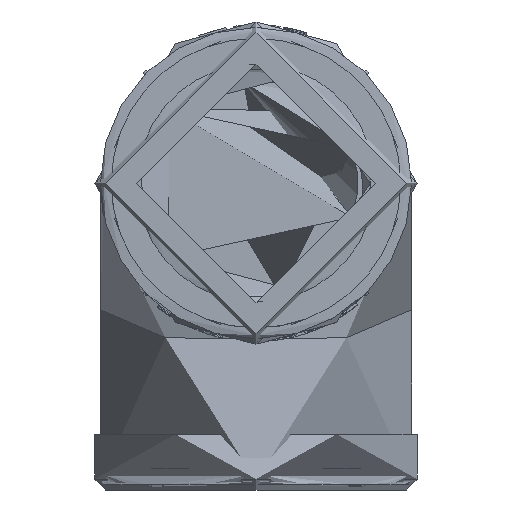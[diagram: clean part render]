
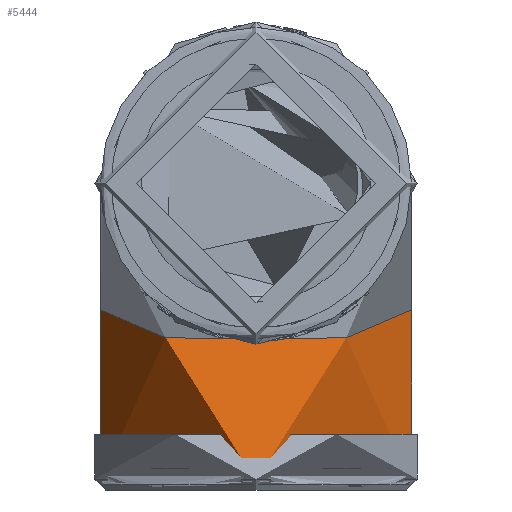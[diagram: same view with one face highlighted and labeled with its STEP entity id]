
A CAD part, front view. The second image highlights one B-rep face of the part: STEP entity #5444.
In plain terms, the highlighted cylindrical face has radius 14.25 mm (diameter 28.5 mm), a full revolution.
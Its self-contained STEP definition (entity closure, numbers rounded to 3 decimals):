
#1772=FACE_BOUND('',#9544,.T.);
#1773=FACE_BOUND('',#9545,.T.);
#1892=CYLINDRICAL_SURFACE('',#36508,14.25);
#5320=B_SPLINE_CURVE_WITH_KNOTS('',3,(#58039,#58040,#58041,#58042,#58043,
#58044),.UNSPECIFIED.,.F.,.F.,(4,2,4),(0.,0.5,1.),.UNSPECIFIED.);
#5321=B_SPLINE_CURVE_WITH_KNOTS('',3,(#58046,#58047,#58048,#58049,#58050,
#58051,#58052,#58053,#58054,#58055,#58056,#58057,#58058,#58059,#58060,#58061,
#58062,#58063,#58064,#58065,#58066,#58067,#58068,#58069,#58070,#58071,#58072,
#58073,#58074,#58075,#58076,#58077,#58078,#58079,#58080,#58081),
 .UNSPECIFIED.,.F.,.F.,(4,2,2,2,2,2,2,2,2,2,2,2,2,2,2,2,2,4),(0.,0.25,0.281,
0.297,0.313,0.375,0.437,0.5,0.562,
0.57,0.578,0.594,0.625,
0.75,0.781,0.812,0.875,
1.),.UNSPECIFIED.);
#5322=B_SPLINE_CURVE_WITH_KNOTS('',3,(#58083,#58084,#58085,#58086,#58087,
#58088),.UNSPECIFIED.,.F.,.F.,(4,2,4),(0.,0.5,1.),.UNSPECIFIED.);
#5444=ADVANCED_FACE('',(#1772,#1773),#1892,.T.);
#9544=EDGE_LOOP('',(#12062));
#9545=EDGE_LOOP('',(#12063,#12064,#12065,#12066));
#11643=CIRCLE('',#36504,14.25);
#11644=CIRCLE('',#36506,14.25);
#12062=ORIENTED_EDGE('',*,*,#26995,.T.);
#12063=ORIENTED_EDGE('',*,*,#27004,.F.);
#12064=ORIENTED_EDGE('',*,*,#27003,.F.);
#12065=ORIENTED_EDGE('',*,*,#26996,.F.);
#12066=ORIENTED_EDGE('',*,*,#27005,.F.);
#23223=VERTEX_POINT('',#57756);
#23224=VERTEX_POINT('',#57759);
#23225=VERTEX_POINT('',#57760);
#23230=VERTEX_POINT('',#58045);
#23231=VERTEX_POINT('',#58082);
#26995=EDGE_CURVE('',#23223,#23223,#11643,.T.);
#26996=EDGE_CURVE('',#23224,#23225,#11644,.T.);
#27003=EDGE_CURVE('',#23225,#23230,#5320,.T.);
#27004=EDGE_CURVE('',#23230,#23231,#5321,.T.);
#27005=EDGE_CURVE('',#23231,#23224,#5322,.T.);
#36504=AXIS2_PLACEMENT_3D('',#57755,#40500,#40501);
#36506=AXIS2_PLACEMENT_3D('',#57758,#40504,#40505);
#36508=AXIS2_PLACEMENT_3D('',#61884,#40508,#40509);
#40500=DIRECTION('',(0.,0.,1.));
#40501=DIRECTION('',(-1.,0.,0.));
#40504=DIRECTION('',(0.,0.,1.));
#40505=DIRECTION('',(1.,0.,0.));
#40508=DIRECTION('',(0.,0.,1.));
#40509=DIRECTION('',(-1.,0.,0.));
#57755=CARTESIAN_POINT('',(0.,0.,
-13.951));
#57756=CARTESIAN_POINT('',(-14.25,0.,-13.951));
#57758=CARTESIAN_POINT('',(0.,0.,
1.75));
#57759=CARTESIAN_POINT('',(14.25,0.,1.75));
#57760=CARTESIAN_POINT('',(-14.25,0.,1.75));
#58039=CARTESIAN_POINT('',(-14.25,0.,1.75));
#58040=CARTESIAN_POINT('',(-14.25,-2.245,1.254));
#58041=CARTESIAN_POINT('',(-13.711,-4.49,0.758));
#58042=CARTESIAN_POINT('',(-11.653,-8.506,-0.13));
#58043=CARTESIAN_POINT('',(-10.133,-10.275,-0.521));
#58044=CARTESIAN_POINT('',(-8.277,-11.6,-0.814));
#58045=CARTESIAN_POINT('',(-8.277,-11.6,-0.814));
#58046=CARTESIAN_POINT('',(-8.277,-11.6,-0.814));
#58047=CARTESIAN_POINT('',(-7.106,-12.435,-0.999));
#58048=CARTESIAN_POINT('',(-5.787,-13.106,-1.151));
#58049=CARTESIAN_POINT('',(-4.197,-13.619,-1.267));
#58050=CARTESIAN_POINT('',(-4.019,-13.673,-1.279));
#58051=CARTESIAN_POINT('',(-3.749,-13.748,-1.296));
#58052=CARTESIAN_POINT('',(-3.748,-13.748,-1.296));
#58053=CARTESIAN_POINT('',(-3.712,-13.758,-1.298));
#58054=CARTESIAN_POINT('',(-3.69,-13.764,-1.299));
#58055=CARTESIAN_POINT('',(-3.556,-13.799,-1.307));
#58056=CARTESIAN_POINT('',(-3.381,-13.845,-1.316));
#58057=CARTESIAN_POINT('',(-2.888,-13.956,-1.339));
#58058=CARTESIAN_POINT('',(-2.642,-14.013,-1.351));
#58059=CARTESIAN_POINT('',(-1.593,-14.171,-1.383));
#58060=CARTESIAN_POINT('',(-1.064,-14.22,-1.393));
#58061=CARTESIAN_POINT('',(-0.005,-14.26,-1.4));
#58062=CARTESIAN_POINT('',(0.525,-14.25,-1.397));
#58063=CARTESIAN_POINT('',(1.118,-14.206,-1.386));
#58064=CARTESIAN_POINT('',(1.184,-14.201,-1.384));
#58065=CARTESIAN_POINT('',(1.316,-14.189,-1.381));
#58066=CARTESIAN_POINT('',(1.305,-14.19,-1.381));
#58067=CARTESIAN_POINT('',(1.361,-14.185,-1.38));
#58068=CARTESIAN_POINT('',(1.403,-14.181,-1.379));
#58069=CARTESIAN_POINT('',(1.54,-14.167,-1.376));
#58070=CARTESIAN_POINT('',(1.649,-14.155,-1.373));
#58071=CARTESIAN_POINT('',(2.272,-14.077,-1.355));
#58072=CARTESIAN_POINT('',(3.039,-13.961,-1.329));
#58073=CARTESIAN_POINT('',(4.285,-13.593,-1.248));
#58074=CARTESIAN_POINT('',(4.548,-13.508,-1.23));
#58075=CARTESIAN_POINT('',(5.1,-13.31,-1.187));
#58076=CARTESIAN_POINT('',(5.179,-13.277,-1.18));
#58077=CARTESIAN_POINT('',(5.64,-13.091,-1.14));
#58078=CARTESIAN_POINT('',(5.956,-12.951,-1.11));
#58079=CARTESIAN_POINT('',(6.925,-12.475,-1.007));
#58080=CARTESIAN_POINT('',(7.598,-12.084,-0.921));
#58081=CARTESIAN_POINT('',(8.277,-11.6,-0.814));
#58082=CARTESIAN_POINT('',(8.277,-11.6,-0.814));
#58083=CARTESIAN_POINT('',(8.277,-11.6,-0.814));
#58084=CARTESIAN_POINT('',(10.133,-10.275,-0.521));
#58085=CARTESIAN_POINT('',(11.653,-8.507,-0.13));
#58086=CARTESIAN_POINT('',(13.711,-4.49,0.758));
#58087=CARTESIAN_POINT('',(14.25,-2.245,1.254));
#58088=CARTESIAN_POINT('',(14.25,0.,1.75));
#61884=CARTESIAN_POINT('',(0.,0.,
-14.25));
